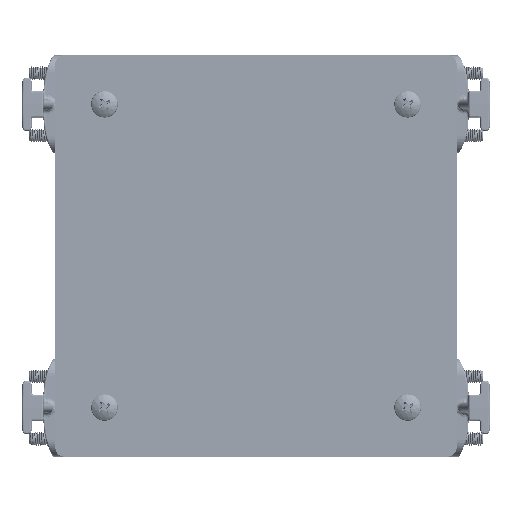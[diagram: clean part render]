
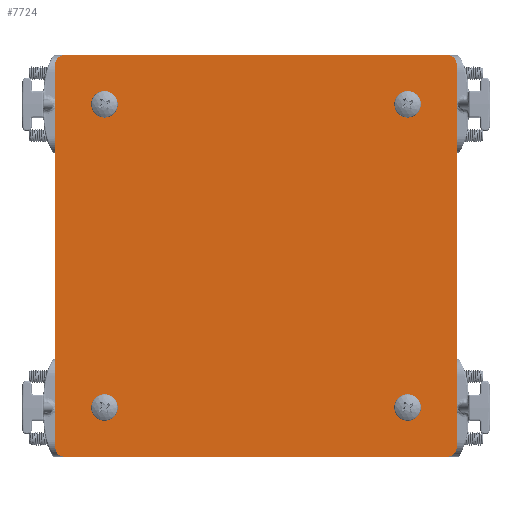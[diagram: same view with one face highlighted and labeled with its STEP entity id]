
A CAD part, top view. The second image highlights one B-rep face of the part: STEP entity #7724.
In plain terms, the highlighted planar face has unit normal (0, 0, 1).
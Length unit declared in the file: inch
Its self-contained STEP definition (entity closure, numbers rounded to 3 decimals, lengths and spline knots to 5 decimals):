
#614=FACE_BOUND('',#1318,.T.);
#615=FACE_BOUND('',#1319,.T.);
#616=FACE_BOUND('',#1320,.T.);
#617=FACE_BOUND('',#1321,.T.);
#651=PLANE('',#8357);
#783=FACE_OUTER_BOUND('',#1317,.T.);
#1317=EDGE_LOOP('',(#5161,#5162,#5163,#5164,#5165,#5166,#5167,#5168));
#1318=EDGE_LOOP('',(#5169));
#1319=EDGE_LOOP('',(#5170));
#1320=EDGE_LOOP('',(#5171));
#1321=EDGE_LOOP('',(#5172));
#1866=LINE('',#11502,#2314);
#1872=LINE('',#11530,#2320);
#1875=LINE('',#11538,#2323);
#1877=LINE('',#11544,#2325);
#2314=VECTOR('',#9246,0.3937);
#2320=VECTOR('',#9274,0.3937);
#2323=VECTOR('',#9283,0.3937);
#2325=VECTOR('',#9291,0.3937);
#2758=CIRCLE('',#8329,0.125);
#2767=CIRCLE('',#8341,0.125);
#2768=CIRCLE('',#8344,0.125);
#2769=CIRCLE('',#8347,0.125);
#2770=CIRCLE('',#8350,0.125);
#2771=CIRCLE('',#8352,0.125);
#2772=CIRCLE('',#8354,0.125);
#2773=CIRCLE('',#8356,0.125);
#3197=VERTEX_POINT('',#11489);
#3198=VERTEX_POINT('',#11490);
#3202=VERTEX_POINT('',#11500);
#3212=VERTEX_POINT('',#11524);
#3213=VERTEX_POINT('',#11528);
#3214=VERTEX_POINT('',#11532);
#3215=VERTEX_POINT('',#11536);
#3216=VERTEX_POINT('',#11540);
#3217=VERTEX_POINT('',#11546);
#3218=VERTEX_POINT('',#11549);
#3219=VERTEX_POINT('',#11552);
#3220=VERTEX_POINT('',#11555);
#3907=EDGE_CURVE('',#3197,#3198,#2758,.T.);
#3913=EDGE_CURVE('',#3202,#3197,#1866,.T.);
#3925=EDGE_CURVE('',#3212,#3202,#2767,.T.);
#3927=EDGE_CURVE('',#3213,#3212,#1872,.T.);
#3929=EDGE_CURVE('',#3214,#3213,#2768,.T.);
#3931=EDGE_CURVE('',#3215,#3214,#1875,.T.);
#3933=EDGE_CURVE('',#3216,#3215,#2769,.T.);
#3934=EDGE_CURVE('',#3198,#3216,#1877,.T.);
#3935=EDGE_CURVE('',#3217,#3217,#2770,.T.);
#3936=EDGE_CURVE('',#3218,#3218,#2771,.T.);
#3937=EDGE_CURVE('',#3219,#3219,#2772,.T.);
#3938=EDGE_CURVE('',#3220,#3220,#2773,.T.);
#5161=ORIENTED_EDGE('',*,*,#3907,.F.);
#5162=ORIENTED_EDGE('',*,*,#3913,.F.);
#5163=ORIENTED_EDGE('',*,*,#3925,.F.);
#5164=ORIENTED_EDGE('',*,*,#3927,.F.);
#5165=ORIENTED_EDGE('',*,*,#3929,.F.);
#5166=ORIENTED_EDGE('',*,*,#3931,.F.);
#5167=ORIENTED_EDGE('',*,*,#3933,.F.);
#5168=ORIENTED_EDGE('',*,*,#3934,.F.);
#5169=ORIENTED_EDGE('',*,*,#3935,.T.);
#5170=ORIENTED_EDGE('',*,*,#3936,.T.);
#5171=ORIENTED_EDGE('',*,*,#3937,.T.);
#5172=ORIENTED_EDGE('',*,*,#3938,.T.);
#7724=ADVANCED_FACE('',(#783,#614,#615,#616,#617),#651,.T.);
#8329=AXIS2_PLACEMENT_3D('',#11491,#9236,#9237);
#8341=AXIS2_PLACEMENT_3D('',#11526,#9269,#9270);
#8344=AXIS2_PLACEMENT_3D('',#11534,#9278,#9279);
#8347=AXIS2_PLACEMENT_3D('',#11542,#9287,#9288);
#8350=AXIS2_PLACEMENT_3D('',#11547,#9294,#9295);
#8352=AXIS2_PLACEMENT_3D('',#11550,#9298,#9299);
#8354=AXIS2_PLACEMENT_3D('',#11553,#9302,#9303);
#8356=AXIS2_PLACEMENT_3D('',#11556,#9306,#9307);
#8357=AXIS2_PLACEMENT_3D('',#11557,#9308,#9309);
#9236=DIRECTION('center_axis',(0.,0.,-1.));
#9237=DIRECTION('ref_axis',(-0.707,0.707,0.));
#9246=DIRECTION('',(0.,1.,0.));
#9269=DIRECTION('center_axis',(0.,0.,-1.));
#9270=DIRECTION('ref_axis',(-0.707,-0.707,0.));
#9274=DIRECTION('',(-1.,0.,0.));
#9278=DIRECTION('center_axis',(0.,0.,-1.));
#9279=DIRECTION('ref_axis',(0.707,-0.707,0.));
#9283=DIRECTION('',(0.,-1.,0.));
#9287=DIRECTION('center_axis',(0.,0.,-1.));
#9288=DIRECTION('ref_axis',(0.707,0.707,0.));
#9291=DIRECTION('',(1.,0.,0.));
#9294=DIRECTION('center_axis',(0.,0.,-1.));
#9295=DIRECTION('ref_axis',(-1.,0.,0.));
#9298=DIRECTION('center_axis',(0.,0.,-1.));
#9299=DIRECTION('ref_axis',(-1.,0.,0.));
#9302=DIRECTION('center_axis',(0.,0.,-1.));
#9303=DIRECTION('ref_axis',(-1.,0.,0.));
#9306=DIRECTION('center_axis',(0.,0.,-1.));
#9307=DIRECTION('ref_axis',(-1.,0.,0.));
#9308=DIRECTION('center_axis',(0.,0.,1.));
#9309=DIRECTION('ref_axis',(1.,0.,0.));
#11489=CARTESIAN_POINT('',(-2.8125,2.6875,0.04));
#11490=CARTESIAN_POINT('',(-2.6875,2.8125,0.04));
#11491=CARTESIAN_POINT('Origin',(-2.6875,2.6875,0.04));
#11500=CARTESIAN_POINT('',(-2.8125,-2.6875,0.04));
#11502=CARTESIAN_POINT('',(-2.8125,-2.8125,0.04));
#11524=CARTESIAN_POINT('',(-2.6875,-2.8125,0.04));
#11526=CARTESIAN_POINT('Origin',(-2.6875,-2.6875,0.04));
#11528=CARTESIAN_POINT('',(2.6875,-2.8125,0.04));
#11530=CARTESIAN_POINT('',(2.8125,-2.8125,0.04));
#11532=CARTESIAN_POINT('',(2.8125,-2.6875,0.04));
#11534=CARTESIAN_POINT('Origin',(2.6875,-2.6875,0.04));
#11536=CARTESIAN_POINT('',(2.8125,2.6875,0.04));
#11538=CARTESIAN_POINT('',(2.8125,2.8125,0.04));
#11540=CARTESIAN_POINT('',(2.6875,2.8125,0.04));
#11542=CARTESIAN_POINT('Origin',(2.6875,2.6875,0.04));
#11544=CARTESIAN_POINT('',(-2.8125,2.8125,0.04));
#11546=CARTESIAN_POINT('',(2.25,-2.125,0.04));
#11547=CARTESIAN_POINT('Origin',(2.125,-2.125,0.04));
#11549=CARTESIAN_POINT('',(2.25,2.125,0.04));
#11550=CARTESIAN_POINT('Origin',(2.125,2.125,0.04));
#11552=CARTESIAN_POINT('',(-1.9995,2.125,0.04));
#11553=CARTESIAN_POINT('Origin',(-2.1245,2.125,0.04));
#11555=CARTESIAN_POINT('',(-1.9995,-2.125,0.04));
#11556=CARTESIAN_POINT('Origin',(-2.1245,-2.125,0.04));
#11557=CARTESIAN_POINT('Origin',(0.,0.,
0.04));
